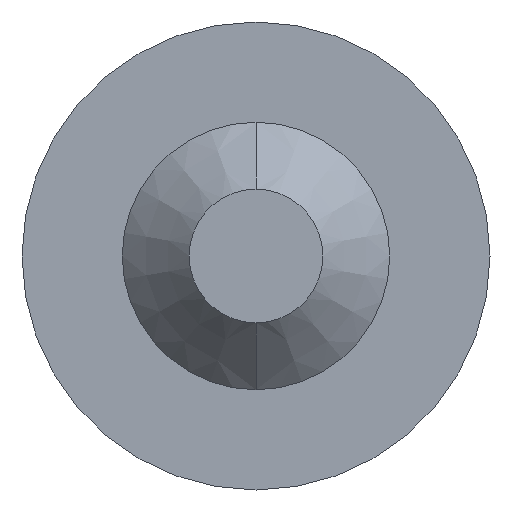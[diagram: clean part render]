
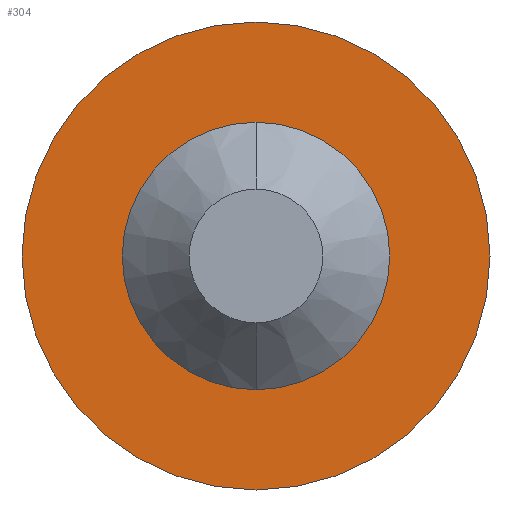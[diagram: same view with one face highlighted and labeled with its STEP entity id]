
A CAD part, front view. The second image highlights one B-rep face of the part: STEP entity #304.
In plain terms, the highlighted planar face has unit normal (0, -1, 0).
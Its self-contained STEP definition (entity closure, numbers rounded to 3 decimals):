
#5 = AXIS2_PLACEMENT_3D ( 'NONE', #431, #280, #66 ) ;
#21 = ORIENTED_EDGE ( 'NONE', *, *, #465, .T. ) ;
#22 = CARTESIAN_POINT ( 'NONE',  ( 0., 0., -1. ) ) ;
#25 = ORIENTED_EDGE ( 'NONE', *, *, #223, .T. ) ;
#59 = CARTESIAN_POINT ( 'NONE',  ( 0., 0., 0. ) ) ;
#66 = DIRECTION ( 'NONE',  ( 0., 0., -1. ) ) ;
#69 = AXIS2_PLACEMENT_3D ( 'NONE', #59, #104, #183 ) ;
#93 = CARTESIAN_POINT ( 'NONE',  ( 0., 0., 1.75 ) ) ;
#95 = AXIS2_PLACEMENT_3D ( 'NONE', #282, #478, #107 ) ;
#104 = DIRECTION ( 'NONE',  ( 0., -1., 0. ) ) ;
#107 = DIRECTION ( 'NONE',  ( 0., 0., 1. ) ) ;
#111 = CARTESIAN_POINT ( 'NONE',  ( 0., 0., -1.75 ) ) ;
#133 = CARTESIAN_POINT ( 'NONE',  ( 0., 0., 0. ) ) ;
#137 = CIRCLE ( 'NONE', #95, 1. ) ;
#142 = CARTESIAN_POINT ( 'NONE',  ( 0., 0., 0. ) ) ;
#179 = DIRECTION ( 'NONE',  ( 0., -1., 0. ) ) ;
#183 = DIRECTION ( 'NONE',  ( 0., 0., -1. ) ) ;
#185 = AXIS2_PLACEMENT_3D ( 'NONE', #142, #319, #368 ) ;
#210 = EDGE_LOOP ( 'NONE', ( #21, #25 ) ) ;
#220 = DIRECTION ( 'NONE',  ( 0., 0., -1. ) ) ;
#223 = EDGE_CURVE ( 'NONE', #251, #425, #314, .T. ) ;
#251 = VERTEX_POINT ( 'NONE', #93 ) ;
#280 = DIRECTION ( 'NONE',  ( 0., -1., 0. ) ) ;
#282 = CARTESIAN_POINT ( 'NONE',  ( 0., 0., 0. ) ) ;
#283 = CARTESIAN_POINT ( 'NONE',  ( 0., 0., 1. ) ) ;
#285 = CIRCLE ( 'NONE', #185, 1. ) ;
#304 = ADVANCED_FACE ( 'NONE', ( #554, #323 ), #312, .T. ) ;
#311 = EDGE_CURVE ( 'NONE', #485, #447, #285, .T. ) ;
#312 = PLANE ( 'NONE',  #69 ) ;
#314 = CIRCLE ( 'NONE', #481, 1.75 ) ;
#319 = DIRECTION ( 'NONE',  ( 0., 1., 0. ) ) ;
#323 = FACE_OUTER_BOUND ( 'NONE', #210, .T. ) ;
#324 = ORIENTED_EDGE ( 'NONE', *, *, #410, .T. ) ;
#367 = ORIENTED_EDGE ( 'NONE', *, *, #311, .T. ) ;
#368 = DIRECTION ( 'NONE',  ( 0., 0., 1. ) ) ;
#410 = EDGE_CURVE ( 'NONE', #447, #485, #137, .T. ) ;
#415 = EDGE_LOOP ( 'NONE', ( #324, #367 ) ) ;
#425 = VERTEX_POINT ( 'NONE', #111 ) ;
#431 = CARTESIAN_POINT ( 'NONE',  ( 0., 0., 0. ) ) ;
#447 = VERTEX_POINT ( 'NONE', #283 ) ;
#465 = EDGE_CURVE ( 'NONE', #425, #251, #518, .T. ) ;
#478 = DIRECTION ( 'NONE',  ( 0., 1., 0. ) ) ;
#481 = AXIS2_PLACEMENT_3D ( 'NONE', #133, #179, #220 ) ;
#485 = VERTEX_POINT ( 'NONE', #22 ) ;
#518 = CIRCLE ( 'NONE', #5, 1.75 ) ;
#554 = FACE_BOUND ( 'NONE', #415, .T. ) ;
